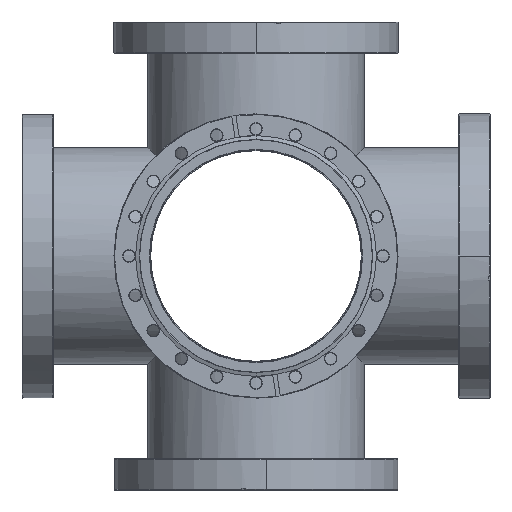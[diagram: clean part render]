
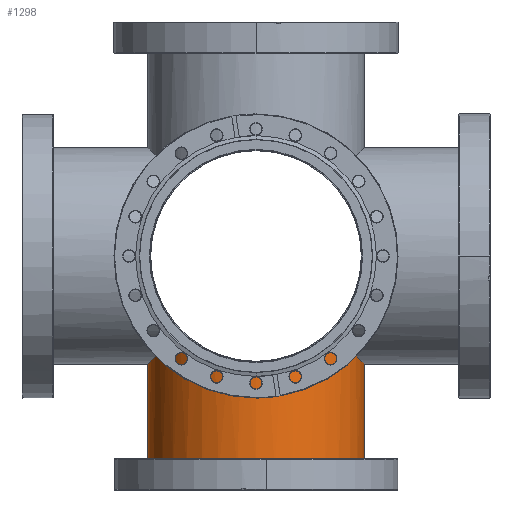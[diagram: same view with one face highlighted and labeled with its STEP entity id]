
A CAD part, front view. The second image highlights one B-rep face of the part: STEP entity #1298.
In plain terms, the highlighted cylindrical face has radius 77 mm (diameter 154 mm), a partial arc.
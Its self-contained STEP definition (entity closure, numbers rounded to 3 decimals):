
#1151 = EDGE_CURVE ( 'NONE', #1809, #1787, #5582, .T. ) ;
#1153 = EDGE_CURVE ( 'NONE', #1795, #1818, #5590, .T. ) ;
#1159 = EDGE_CURVE ( 'NONE', #1813, #1824, #4474, .T. ) ;
#1170 = EDGE_CURVE ( 'NONE', #1826, #1813, #4481, .T. ) ;
#1172 = EDGE_CURVE ( 'NONE', #1824, #1809, #4482, .T. ) ;
#1173 = EDGE_CURVE ( 'NONE', #1795, #1826, #4483, .T. ) ;
#1174 = EDGE_CURVE ( 'NONE', #1818, #1787, #5149, .T. ) ;
#1298 = ADVANCED_FACE ( 'NONE', ( #6120 ), #6119, .T. ) ;
#1531 = ORIENTED_EDGE ( 'NONE', *, *, #1151, .F. ) ;
#1532 = ORIENTED_EDGE ( 'NONE', *, *, #1172, .F. ) ;
#1533 = ORIENTED_EDGE ( 'NONE', *, *, #1159, .F. ) ;
#1534 = ORIENTED_EDGE ( 'NONE', *, *, #1170, .F. ) ;
#1535 = ORIENTED_EDGE ( 'NONE', *, *, #1173, .F. ) ;
#1536 = ORIENTED_EDGE ( 'NONE', *, *, #1153, .T. ) ;
#1537 = ORIENTED_EDGE ( 'NONE', *, *, #1174, .T. ) ;
#1787 = VERTEX_POINT ( 'NONE', #8403 ) ;
#1795 = VERTEX_POINT ( 'NONE', #8411 ) ;
#1809 = VERTEX_POINT ( 'NONE', #8425 ) ;
#1813 = VERTEX_POINT ( 'NONE', #8429 ) ;
#1818 = VERTEX_POINT ( 'NONE', #8434 ) ;
#1824 = VERTEX_POINT ( 'NONE', #8440 ) ;
#1826 = VERTEX_POINT ( 'NONE', #8442 ) ;
#3833 = EDGE_LOOP ( 'NONE', ( #1531, #1532, #1533, #1534, #1535, #1536, #1537 ) ) ;
#4474 =( BOUNDED_CURVE ( )  B_SPLINE_CURVE ( 3, ( #5613, #5609, #5616, #5617 ),
 .UNSPECIFIED., .F., .T. ) 
 B_SPLINE_CURVE_WITH_KNOTS ( ( 4, 4 ),
 ( 0., 0.785 ),
 .UNSPECIFIED. ) 
 CURVE ( )  GEOMETRIC_REPRESENTATION_ITEM ( )  RATIONAL_B_SPLINE_CURVE ( ( 1., 0.949, 0.949, 1. ) ) 
 REPRESENTATION_ITEM ( '' )  );
#4481 =( BOUNDED_CURVE ( )  B_SPLINE_CURVE ( 3, ( #5657, #5661, #5662, #5663 ),
 .UNSPECIFIED., .F., .T. ) 
 B_SPLINE_CURVE_WITH_KNOTS ( ( 4, 4 ),
 ( 5.498, 6.283 ),
 .UNSPECIFIED. ) 
 CURVE ( )  GEOMETRIC_REPRESENTATION_ITEM ( )  RATIONAL_B_SPLINE_CURVE ( ( 1., 0.949, 0.949, 1. ) ) 
 REPRESENTATION_ITEM ( '' )  );
#4482 =( BOUNDED_CURVE ( )  B_SPLINE_CURVE ( 3, ( #5664, #5669, #5670, #5671 ),
 .UNSPECIFIED., .F., .T. ) 
 B_SPLINE_CURVE_WITH_KNOTS ( ( 4, 4 ),
 ( 5.498, 6.283 ),
 .UNSPECIFIED. ) 
 CURVE ( )  GEOMETRIC_REPRESENTATION_ITEM ( )  RATIONAL_B_SPLINE_CURVE ( ( 1., 0.949, 0.949, 1. ) ) 
 REPRESENTATION_ITEM ( '' )  );
#4483 =( BOUNDED_CURVE ( )  B_SPLINE_CURVE ( 3, ( #5668, #5672, #5673, #5674 ),
 .UNSPECIFIED., .F., .T. ) 
 B_SPLINE_CURVE_WITH_KNOTS ( ( 4, 4 ),
 ( 0., 0.785 ),
 .UNSPECIFIED. ) 
 CURVE ( )  GEOMETRIC_REPRESENTATION_ITEM ( )  RATIONAL_B_SPLINE_CURVE ( ( 1., 0.949, 0.949, 1. ) ) 
 REPRESENTATION_ITEM ( '' )  );
#5134 = VECTOR ( 'NONE', #5591, 1000. ) ;
#5135 = VECTOR ( 'NONE', #5596, 1000. ) ;
#5149 = CIRCLE ( 'NONE', #5151, 77. ) ;
#5151 = AXIS2_PLACEMENT_3D ( 'NONE', #5675, #5676, #5677 ) ;
#5582 = LINE ( 'NONE', #5589, #5134 ) ;
#5586 = CARTESIAN_POINT ( 'NONE',  ( -77., 0., 154. ) ) ;
#5589 = CARTESIAN_POINT ( 'NONE',  ( 77., 0., 154. ) ) ;
#5590 = LINE ( 'NONE', #5586, #5135 ) ;
#5591 = DIRECTION ( 'NONE',  ( 0., 0., -1. ) ) ;
#5596 = DIRECTION ( 'NONE',  ( 0., 0., -1. ) ) ;
#5609 = CARTESIAN_POINT ( 'NONE',  ( 20.695, -77., -77. ) ) ;
#5613 = CARTESIAN_POINT ( 'NONE',  ( 0., -77., -77. ) ) ;
#5616 = CARTESIAN_POINT ( 'NONE',  ( 39.814, -69.081, -69.081 ) ) ;
#5617 = CARTESIAN_POINT ( 'NONE',  ( 54.447, -54.447, -54.447 ) ) ;
#5657 = CARTESIAN_POINT ( 'NONE',  ( -54.447, -54.447, -54.447 ) ) ;
#5661 = CARTESIAN_POINT ( 'NONE',  ( -39.814, -69.081, -69.081 ) ) ;
#5662 = CARTESIAN_POINT ( 'NONE',  ( -20.695, -77., -77. ) ) ;
#5663 = CARTESIAN_POINT ( 'NONE',  ( 0., -77., -77. ) ) ;
#5664 = CARTESIAN_POINT ( 'NONE',  ( 54.447, -54.447, -54.447 ) ) ;
#5668 = CARTESIAN_POINT ( 'NONE',  ( -77., 0., -77. ) ) ;
#5669 = CARTESIAN_POINT ( 'NONE',  ( 69.081, -39.814, -69.081 ) ) ;
#5670 = CARTESIAN_POINT ( 'NONE',  ( 77., -20.695, -77. ) ) ;
#5671 = CARTESIAN_POINT ( 'NONE',  ( 77., 0., -77. ) ) ;
#5672 = CARTESIAN_POINT ( 'NONE',  ( -77., -20.695, -77. ) ) ;
#5673 = CARTESIAN_POINT ( 'NONE',  ( -69.081, -39.814, -69.081 ) ) ;
#5674 = CARTESIAN_POINT ( 'NONE',  ( -54.447, -54.447, -54.447 ) ) ;
#5675 = CARTESIAN_POINT ( 'NONE',  ( 0., 0., -154. ) ) ;
#5676 = DIRECTION ( 'NONE',  ( 0., 0., 1. ) ) ;
#5677 = DIRECTION ( 'NONE',  ( 1., 0., 0. ) ) ;
#6117 = DIRECTION ( 'NONE',  ( 0., 0., -1. ) ) ;
#6119 = CYLINDRICAL_SURFACE ( 'NONE', #6260, 77. ) ;
#6120 = FACE_OUTER_BOUND ( 'NONE', #3833, .T. ) ;
#6121 = CARTESIAN_POINT ( 'NONE',  ( 0., 0., 154. ) ) ;
#6123 = DIRECTION ( 'NONE',  ( -1., 0., 0. ) ) ;
#6260 = AXIS2_PLACEMENT_3D ( 'NONE', #6121, #6117, #6123 ) ;
#8403 = CARTESIAN_POINT ( 'NONE',  ( 77., 0., -154. ) ) ;
#8411 = CARTESIAN_POINT ( 'NONE',  ( -77., 0., -77. ) ) ;
#8425 = CARTESIAN_POINT ( 'NONE',  ( 77., 0., -77. ) ) ;
#8429 = CARTESIAN_POINT ( 'NONE',  ( 0., -77., -77. ) ) ;
#8434 = CARTESIAN_POINT ( 'NONE',  ( -77., 0., -154. ) ) ;
#8440 = CARTESIAN_POINT ( 'NONE',  ( 54.447, -54.447, -54.447 ) ) ;
#8442 = CARTESIAN_POINT ( 'NONE',  ( -54.447, -54.447, -54.447 ) ) ;
